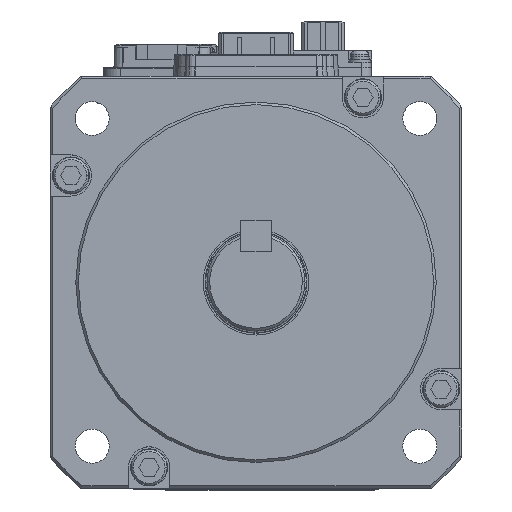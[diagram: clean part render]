
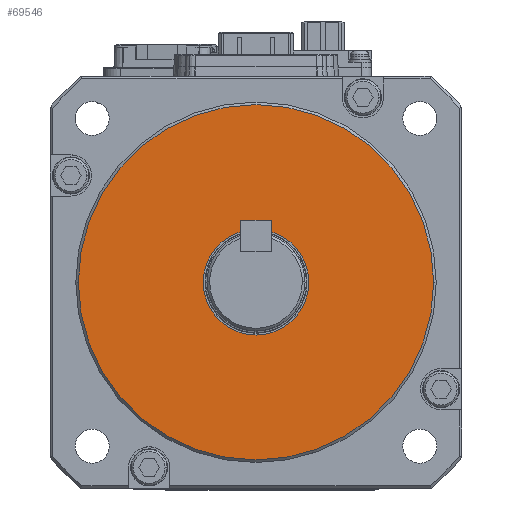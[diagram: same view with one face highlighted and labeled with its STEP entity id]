
A CAD part, top view. The second image highlights one B-rep face of the part: STEP entity #69546.
In plain terms, the highlighted planar face has unit normal (0, 0, 1).
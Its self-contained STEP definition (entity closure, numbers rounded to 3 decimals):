
#2814 = CIRCLE ( 'NONE', #58641, 10.25 ) ;
#7703 = EDGE_LOOP ( 'NONE', ( #67890, #73084 ) ) ;
#8511 = DIRECTION ( 'NONE',  ( 1., 0., 0. ) ) ;
#9717 = AXIS2_PLACEMENT_3D ( 'NONE', #17407, #18374, #48863 ) ;
#14716 = AXIS2_PLACEMENT_3D ( 'NONE', #44501, #68559, #75607 ) ;
#17407 = CARTESIAN_POINT ( 'NONE',  ( 0., 0., 68.5 ) ) ;
#17757 = CARTESIAN_POINT ( 'NONE',  ( 34.5, 0., 68.5 ) ) ;
#17923 = AXIS2_PLACEMENT_3D ( 'NONE', #25928, #70474, #39406 ) ;
#18374 = DIRECTION ( 'NONE',  ( 0., 0., 1. ) ) ;
#23425 = PLANE ( 'NONE',  #17923 ) ;
#25928 = CARTESIAN_POINT ( 'NONE',  ( 0., 0., 68.5 ) ) ;
#30439 = FACE_OUTER_BOUND ( 'NONE', #7703, .T. ) ;
#31066 = EDGE_CURVE ( 'NONE', #44514, #89279, #2814, .T. ) ;
#32942 = CARTESIAN_POINT ( 'NONE',  ( -10.25, 0., 68.5 ) ) ;
#34173 = CIRCLE ( 'NONE', #70960, 10.25 ) ;
#39406 = DIRECTION ( 'NONE',  ( 1., 0., 0. ) ) ;
#39996 = DIRECTION ( 'NONE',  ( 0., 0., 1. ) ) ;
#44501 = CARTESIAN_POINT ( 'NONE',  ( 0., 0., 68.5 ) ) ;
#44514 = VERTEX_POINT ( 'NONE', #32942 ) ;
#46486 = CARTESIAN_POINT ( 'NONE',  ( 0., 0., 68.5 ) ) ;
#48799 = ORIENTED_EDGE ( 'NONE', *, *, #63807, .F. ) ;
#48863 = DIRECTION ( 'NONE',  ( 1., 0., 0. ) ) ;
#55833 = VERTEX_POINT ( 'NONE', #17757 ) ;
#55891 = CARTESIAN_POINT ( 'NONE',  ( 10.25, 0., 68.5 ) ) ;
#56510 = CARTESIAN_POINT ( 'NONE',  ( 0., 0., 68.5 ) ) ;
#58641 = AXIS2_PLACEMENT_3D ( 'NONE', #46486, #77101, #8511 ) ;
#63608 = VERTEX_POINT ( 'NONE', #81652 ) ;
#63807 = EDGE_CURVE ( 'NONE', #89279, #44514, #34173, .T. ) ;
#67890 = ORIENTED_EDGE ( 'NONE', *, *, #84905, .T. ) ;
#68462 = FACE_BOUND ( 'NONE', #75751, .T. ) ;
#68559 = DIRECTION ( 'NONE',  ( 0., 0., 1. ) ) ;
#69546 = ADVANCED_FACE ( 'NONE', ( #30439, #68462 ), #23425, .T. ) ;
#70474 = DIRECTION ( 'NONE',  ( 0., 0., 1. ) ) ;
#70960 = AXIS2_PLACEMENT_3D ( 'NONE', #56510, #39996, #87035 ) ;
#73084 = ORIENTED_EDGE ( 'NONE', *, *, #85385, .T. ) ;
#75607 = DIRECTION ( 'NONE',  ( 1., 0., 0. ) ) ;
#75751 = EDGE_LOOP ( 'NONE', ( #81868, #48799 ) ) ;
#77101 = DIRECTION ( 'NONE',  ( 0., 0., 1. ) ) ;
#81652 = CARTESIAN_POINT ( 'NONE',  ( -34.5, 0., 68.5 ) ) ;
#81868 = ORIENTED_EDGE ( 'NONE', *, *, #31066, .F. ) ;
#84905 = EDGE_CURVE ( 'NONE', #63608, #55833, #91220, .T. ) ;
#85385 = EDGE_CURVE ( 'NONE', #55833, #63608, #89798, .T. ) ;
#87035 = DIRECTION ( 'NONE',  ( 1., 0., 0. ) ) ;
#89279 = VERTEX_POINT ( 'NONE', #55891 ) ;
#89798 = CIRCLE ( 'NONE', #14716, 34.5 ) ;
#91220 = CIRCLE ( 'NONE', #9717, 34.5 ) ;
